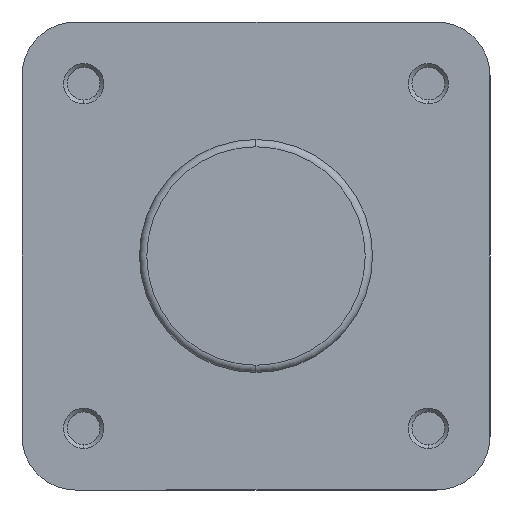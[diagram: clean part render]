
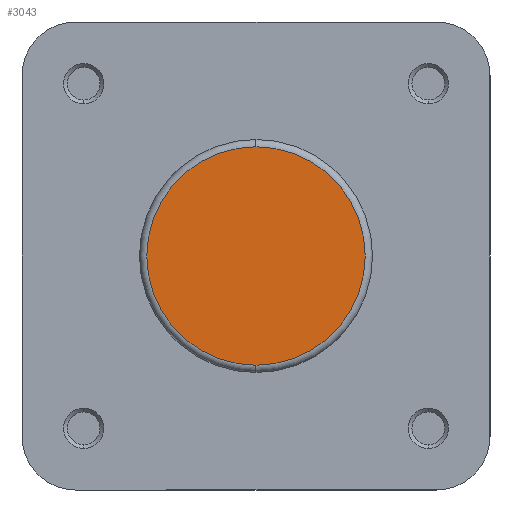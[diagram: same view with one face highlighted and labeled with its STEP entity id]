
A CAD part, left-side view. The second image highlights one B-rep face of the part: STEP entity #3043.
In plain terms, the highlighted planar face has unit normal (-1, 0, 0).
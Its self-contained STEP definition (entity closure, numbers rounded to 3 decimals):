
#400 = EDGE_CURVE ( 'NONE', #4509, #4625, #1942, .T. ) ;
#506 = EDGE_CURVE ( 'NONE', #4625, #4509, #2085, .T. ) ;
#678 = AXIS2_PLACEMENT_3D ( 'NONE', #3564, #3570, #3571 ) ;
#738 = AXIS2_PLACEMENT_3D ( 'NONE', #3866, #3868, #3869 ) ;
#952 = AXIS2_PLACEMENT_3D ( 'NONE', #5508, #5516, #5517 ) ;
#1119 = ORIENTED_EDGE ( 'NONE', *, *, #506, .T. ) ;
#1120 = ORIENTED_EDGE ( 'NONE', *, *, #400, .T. ) ;
#1321 = EDGE_LOOP ( 'NONE', ( #1120, #1119 ) ) ;
#1942 = CIRCLE ( 'NONE', #678, 22.4 ) ;
#2085 = CIRCLE ( 'NONE', #738, 22.4 ) ;
#3043 = ADVANCED_FACE ( 'NONE', ( #5220 ), #5501, .F. ) ;
#3564 = CARTESIAN_POINT ( 'NONE',  ( 0., 0., 0. ) ) ;
#3570 = DIRECTION ( 'NONE',  ( -1., 0., 0. ) ) ;
#3571 = DIRECTION ( 'NONE',  ( 0., 0., -1. ) ) ;
#3866 = CARTESIAN_POINT ( 'NONE',  ( 0., 0., 0. ) ) ;
#3868 = DIRECTION ( 'NONE',  ( -1., 0., 0. ) ) ;
#3869 = DIRECTION ( 'NONE',  ( 0., 0., -1. ) ) ;
#4509 = VERTEX_POINT ( 'NONE', #5728 ) ;
#4625 = VERTEX_POINT ( 'NONE', #5829 ) ;
#5220 = FACE_OUTER_BOUND ( 'NONE', #1321, .T. ) ;
#5501 = PLANE ( 'NONE',  #952 ) ;
#5508 = CARTESIAN_POINT ( 'NONE',  ( 0., 23.9, 0. ) ) ;
#5516 = DIRECTION ( 'NONE',  ( 1., 0., 0. ) ) ;
#5517 = DIRECTION ( 'NONE',  ( 0., 0., -1. ) ) ;
#5728 = CARTESIAN_POINT ( 'NONE',  ( 0., 0., -22.4 ) ) ;
#5829 = CARTESIAN_POINT ( 'NONE',  ( 0., 0., 22.4 ) ) ;
